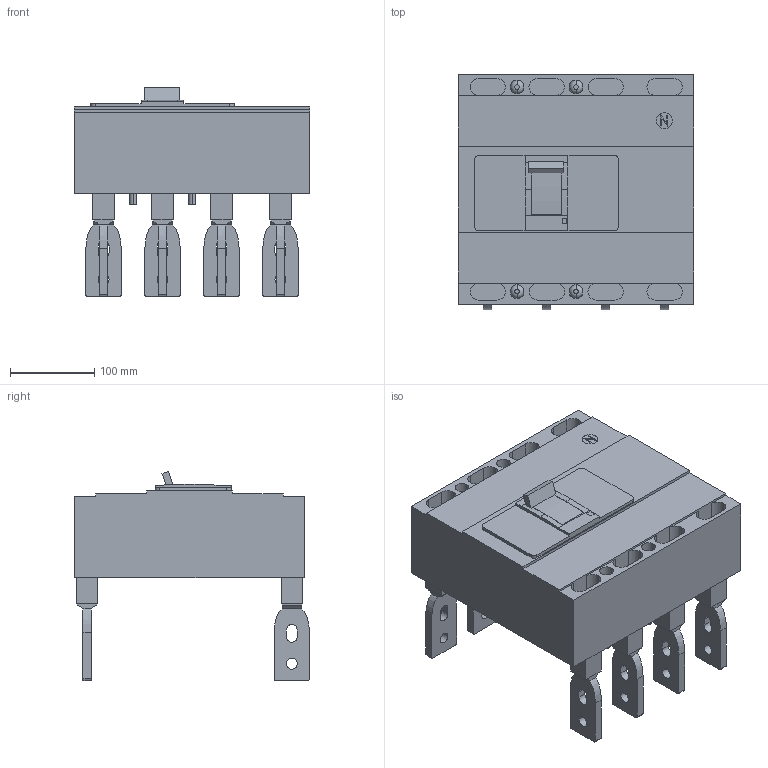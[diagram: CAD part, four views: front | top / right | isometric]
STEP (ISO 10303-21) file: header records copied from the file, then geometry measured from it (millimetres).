
FILE_DESCRIPTION(('CoCreate Modeling STEP Export'),'2;1');
FILE_NAME('ＰＶＳ８００ＮＮＬ４Ｒ.stp','2016-03-29T10:13:29',(''),(''),'CoCreate Modeling STEP processor for AP214 (Solid Model)','CoCreate Modeling 17.0 01-Apr-2010 (C) Parametric Technology GmbH','');
FILE_SCHEMA(('AUTOMOTIVE_DESIGN { 1 0 10303 214 1 1 1 1 }'));
Length unit declared in the file: millimetre
Products named in the file (3): p1; p2.2; ＰＶＳ８００ＮＮＬ４Ｒ
Assembly tree (5 placements, depth 2):
  ＰＶＳ８００ＮＮＬ４Ｒ
    p2.2  x4
    p1
Bounding box: 280 x 279 x 248.18 mm (x, y, z)
Volume: 7600670.2 mm3; surface area: 467694.2 mm2
Topology: 5 solids, 5 shells, 369 faces, 950 edges, 620 vertices
Faces by surface type: plane 208, cylinder 137, extrusion 16, torus 8
Entity records: 13060 total; most frequent: CARTESIAN_POINT 2054, ORIENTED_EDGE 1804, DIRECTION 1575, EDGE_CURVE 902, VECTOR 617, LINE 601, VERTEX_POINT 590, AXIS2_PLACEMENT_3D 479
